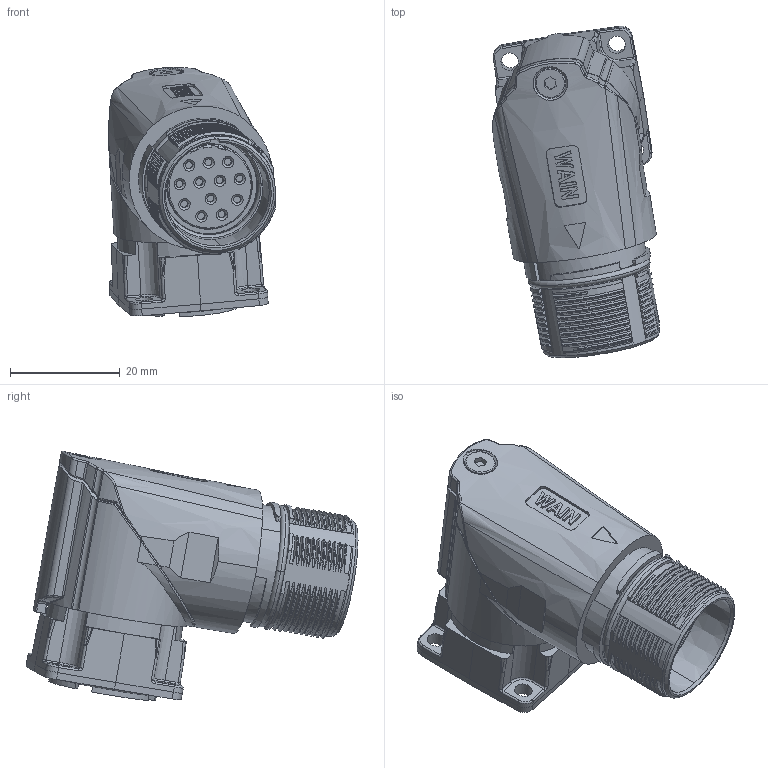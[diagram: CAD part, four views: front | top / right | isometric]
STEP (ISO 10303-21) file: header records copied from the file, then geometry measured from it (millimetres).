
FILE_DESCRIPTION(/* description */ (''),/* implementation_level */ '2;1');
FILE_NAME(/* name */ 'BKP28_1.stp',/* time_stamp */ '2024-03-20T11:25:11+08:00',/* author */ (''),/* organization */ (''),/* preprocessor_version */ 'ST-DEVELOPER v18.1',/* originating_system */ 'SIEMENS PLM Software NX 1980',/* authorisation */ '');
FILE_SCHEMA (('AUTOMOTIVE_DESIGN { 1 0 10303 214 3 1 1 1 }'));
Length unit declared in the file: millimetre
Products named in the file (1): BKP28
Bounding box: 30.46 x 60.5 x 45.44 mm (x, y, z)
Volume: 31595.4 mm3; surface area: 11237.4 mm2
Topology: 1 solids, 4 shells, 985 faces, 2694 edges, 1745 vertices
Faces by surface type: cylinder 340, plane 254, cone 225, torus 93, bspline 61, sphere 12
Full cylindrical faces by diameter (mm): 3.2 x4, 14.276 x1, 19.8 x1, 21 x1, 22.5 x2, 23 x1, 23.2 x1, 24 x1
Entity records: 39699 total; most frequent: CARTESIAN_POINT 17551, ORIENTED_EDGE 5346, DIRECTION 3565, EDGE_CURVE 2673, VERTEX_POINT 1738, B_SPLINE_CURVE_WITH_KNOTS 1481, AXIS2_PLACEMENT_3D 1478, EDGE_LOOP 1069
